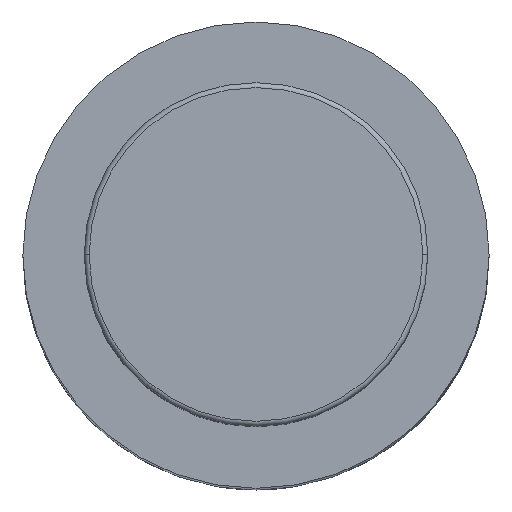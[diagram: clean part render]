
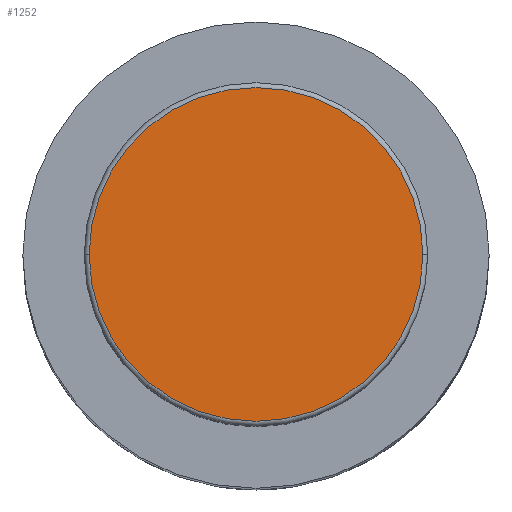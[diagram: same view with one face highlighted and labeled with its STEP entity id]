
A CAD part, top view. The second image highlights one B-rep face of the part: STEP entity #1252.
In plain terms, the highlighted planar face has unit normal (0, 0, 1).
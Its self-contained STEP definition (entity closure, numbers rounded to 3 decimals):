
#192 = EDGE_LOOP ( 'NONE', ( #273, #1819 ) ) ;
#232 = CARTESIAN_POINT ( 'NONE',  ( 0., 0., 280. ) ) ;
#273 = ORIENTED_EDGE ( 'NONE', *, *, #790, .T. ) ;
#391 = AXIS2_PLACEMENT_3D ( 'NONE', #706, #2039, #902 ) ;
#434 = CARTESIAN_POINT ( 'NONE',  ( 0., 0., 280. ) ) ;
#477 = DIRECTION ( 'NONE',  ( 1., 0., 0. ) ) ;
#572 = CIRCLE ( 'NONE', #391, 34. ) ;
#645 = PLANE ( 'NONE',  #1003 ) ;
#706 = CARTESIAN_POINT ( 'NONE',  ( 0., 0., 280. ) ) ;
#790 = EDGE_CURVE ( 'NONE', #1647, #2581, #2226, .T. ) ;
#902 = DIRECTION ( 'NONE',  ( 1., 0., 0. ) ) ;
#1003 = AXIS2_PLACEMENT_3D ( 'NONE', #434, #2357, #1989 ) ;
#1252 = ADVANCED_FACE ( 'NONE', ( #1840 ), #645, .T. ) ;
#1363 = AXIS2_PLACEMENT_3D ( 'NONE', #232, #1644, #477 ) ;
#1390 = EDGE_CURVE ( 'NONE', #2581, #1647, #572, .T. ) ;
#1644 = DIRECTION ( 'NONE',  ( 0., 0., 1. ) ) ;
#1647 = VERTEX_POINT ( 'NONE', #2127 ) ;
#1819 = ORIENTED_EDGE ( 'NONE', *, *, #1390, .T. ) ;
#1840 = FACE_OUTER_BOUND ( 'NONE', #192, .T. ) ;
#1872 = CARTESIAN_POINT ( 'NONE',  ( -34., 0., 280. ) ) ;
#1989 = DIRECTION ( 'NONE',  ( 1., 0., 0. ) ) ;
#2039 = DIRECTION ( 'NONE',  ( 0., 0., 1. ) ) ;
#2127 = CARTESIAN_POINT ( 'NONE',  ( 34., 0., 280. ) ) ;
#2226 = CIRCLE ( 'NONE', #1363, 34. ) ;
#2357 = DIRECTION ( 'NONE',  ( 0., 0., 1. ) ) ;
#2581 = VERTEX_POINT ( 'NONE', #1872 ) ;
